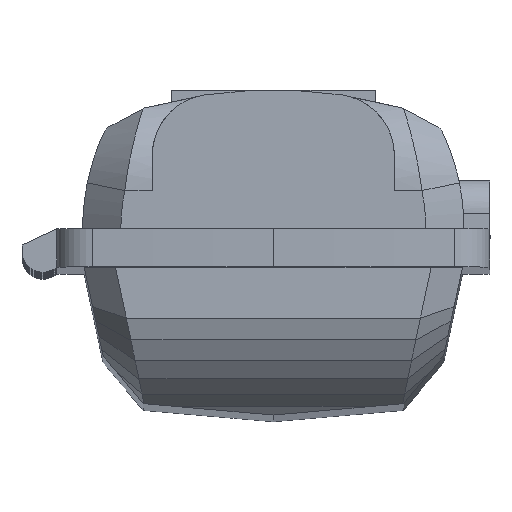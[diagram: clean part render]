
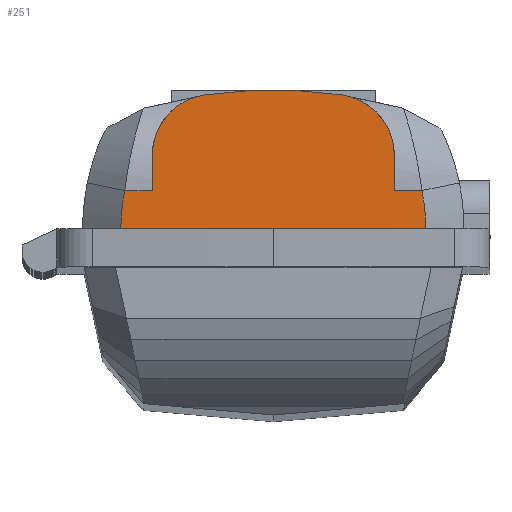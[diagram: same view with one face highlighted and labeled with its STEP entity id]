
A CAD part, top view. The second image highlights one B-rep face of the part: STEP entity #251.
In plain terms, the highlighted planar face has unit normal (0, 0, 1).
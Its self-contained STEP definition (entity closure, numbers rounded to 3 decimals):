
#140 = CARTESIAN_POINT ( 'NONE',  ( 58.276, 14.991, 794. ) ) ;
#144 = ORIENTED_EDGE ( 'NONE', *, *, #2788, .T. ) ;
#251 = ADVANCED_FACE ( 'NONE', ( #15580 ), #12919, .T. ) ;
#428 = DIRECTION ( 'NONE',  ( 0., 1., 0. ) ) ;
#503 = VERTEX_POINT ( 'NONE', #8962 ) ;
#731 = ORIENTED_EDGE ( 'NONE', *, *, #8442, .F. ) ;
#963 = CARTESIAN_POINT ( 'NONE',  ( -47.5, 35.638, 794. ) ) ;
#977 = VECTOR ( 'NONE', #12900, 1000. ) ;
#1041 = CARTESIAN_POINT ( 'NONE',  ( -61.984, 35.638, 794. ) ) ;
#1055 = VERTEX_POINT ( 'NONE', #3000 ) ;
#1153 = DIRECTION ( 'NONE',  ( 1., 0., 0. ) ) ;
#1156 = DIRECTION ( 'NONE',  ( -1., 0., 0. ) ) ;
#1307 = ORIENTED_EDGE ( 'NONE', *, *, #12849, .T. ) ;
#1390 = EDGE_LOOP ( 'NONE', ( #4650, #10737, #4334, #13968, #731, #144, #8797, #3237, #1307, #15535 ) ) ;
#1644 = CARTESIAN_POINT ( 'NONE',  ( 59.799, -0.009, 794. ) ) ;
#1745 = AXIS2_PLACEMENT_3D ( 'NONE', #14868, #7630, #428 ) ;
#1959 = DIRECTION ( 'NONE',  ( 0., 0., -1. ) ) ;
#2013 = LINE ( 'NONE', #9757, #13517 ) ;
#2148 = CARTESIAN_POINT ( 'NONE',  ( 0., -0.009, 794. ) ) ;
#2286 = VERTEX_POINT ( 'NONE', #1644 ) ;
#2380 = EDGE_CURVE ( 'NONE', #503, #1055, #13914, .T. ) ;
#2788 = EDGE_CURVE ( 'NONE', #2286, #12318, #15455, .T. ) ;
#2916 = LINE ( 'NONE', #963, #10336 ) ;
#3000 = CARTESIAN_POINT ( 'NONE',  ( -58.297, 14.991, 794. ) ) ;
#3192 = AXIS2_PLACEMENT_3D ( 'NONE', #9238, #1959, #10329 ) ;
#3237 = ORIENTED_EDGE ( 'NONE', *, *, #8685, .T. ) ;
#3562 = VECTOR ( 'NONE', #9383, 1000. ) ;
#3864 = EDGE_CURVE ( 'NONE', #12318, #8738, #8827, .T. ) ;
#4320 = EDGE_CURVE ( 'NONE', #5528, #14501, #11194, .T. ) ;
#4334 = ORIENTED_EDGE ( 'NONE', *, *, #4576, .T. ) ;
#4576 = EDGE_CURVE ( 'NONE', #9698, #1055, #10060, .T. ) ;
#4650 = ORIENTED_EDGE ( 'NONE', *, *, #4320, .T. ) ;
#4685 = CARTESIAN_POINT ( 'NONE',  ( -47.5, 14.991, 794. ) ) ;
#5143 = CARTESIAN_POINT ( 'NONE',  ( 26.988, 52.483, 794. ) ) ;
#5528 = VERTEX_POINT ( 'NONE', #9877 ) ;
#5641 = CARTESIAN_POINT ( 'NONE',  ( 47.5, 28.738, 794. ) ) ;
#5998 = DIRECTION ( 'NONE',  ( 0., 0., 1. ) ) ;
#6064 = CARTESIAN_POINT ( 'NONE',  ( -0.01, -131.293, 794. ) ) ;
#6143 = CIRCLE ( 'NONE', #6703, 24. ) ;
#6189 = CARTESIAN_POINT ( 'NONE',  ( 23.5, 28.738, 794. ) ) ;
#6703 = AXIS2_PLACEMENT_3D ( 'NONE', #6189, #9721, #12202 ) ;
#7630 = DIRECTION ( 'NONE',  ( 0., 0., 1. ) ) ;
#8388 = DIRECTION ( 'NONE',  ( 0., -1., 0. ) ) ;
#8442 = EDGE_CURVE ( 'NONE', #2286, #503, #13005, .T. ) ;
#8499 = CARTESIAN_POINT ( 'NONE',  ( -23.5, 28.741, 794. ) ) ;
#8647 = VECTOR ( 'NONE', #12044, 1000. ) ;
#8685 = EDGE_CURVE ( 'NONE', #8738, #8958, #2013, .T. ) ;
#8738 = VERTEX_POINT ( 'NONE', #10186 ) ;
#8797 = ORIENTED_EDGE ( 'NONE', *, *, #3864, .T. ) ;
#8827 = LINE ( 'NONE', #9554, #8647 ) ;
#8958 = VERTEX_POINT ( 'NONE', #5641 ) ;
#8962 = CARTESIAN_POINT ( 'NONE',  ( -59.82, -0.009, 794. ) ) ;
#9238 = CARTESIAN_POINT ( 'NONE',  ( 14.799, -0.009, 794. ) ) ;
#9383 = DIRECTION ( 'NONE',  ( -1., 0., 0. ) ) ;
#9397 = EDGE_CURVE ( 'NONE', #12373, #5528, #15176, .T. ) ;
#9554 = CARTESIAN_POINT ( 'NONE',  ( -61.984, 14.991, 794. ) ) ;
#9698 = VERTEX_POINT ( 'NONE', #4685 ) ;
#9721 = DIRECTION ( 'NONE',  ( 0., 0., 1. ) ) ;
#9757 = CARTESIAN_POINT ( 'NONE',  ( 47.5, 35.638, 794. ) ) ;
#9877 = CARTESIAN_POINT ( 'NONE',  ( -26.985, 52.486, 794. ) ) ;
#10060 = LINE ( 'NONE', #11535, #977 ) ;
#10186 = CARTESIAN_POINT ( 'NONE',  ( 47.5, 14.991, 794. ) ) ;
#10329 = DIRECTION ( 'NONE',  ( 0., 1., 0. ) ) ;
#10336 = VECTOR ( 'NONE', #8388, 1000. ) ;
#10374 = EDGE_CURVE ( 'NONE', #14501, #9698, #2916, .T. ) ;
#10737 = ORIENTED_EDGE ( 'NONE', *, *, #10374, .T. ) ;
#10928 = DIRECTION ( 'NONE',  ( 0., 1., 0. ) ) ;
#11194 = CIRCLE ( 'NONE', #12126, 24. ) ;
#11535 = CARTESIAN_POINT ( 'NONE',  ( -61.984, 14.991, 794. ) ) ;
#11560 = AXIS2_PLACEMENT_3D ( 'NONE', #1041, #14214, #1153 ) ;
#12044 = DIRECTION ( 'NONE',  ( -1., 0., 0. ) ) ;
#12126 = AXIS2_PLACEMENT_3D ( 'NONE', #8499, #5998, #14369 ) ;
#12202 = DIRECTION ( 'NONE',  ( 1., 0., 0. ) ) ;
#12318 = VERTEX_POINT ( 'NONE', #140 ) ;
#12373 = VERTEX_POINT ( 'NONE', #5143 ) ;
#12849 = EDGE_CURVE ( 'NONE', #8958, #12373, #6143, .T. ) ;
#12900 = DIRECTION ( 'NONE',  ( -1., 0., 0. ) ) ;
#12919 = PLANE ( 'NONE',  #11560 ) ;
#13005 = LINE ( 'NONE', #2148, #3562 ) ;
#13517 = VECTOR ( 'NONE', #10928, 1000. ) ;
#13593 = AXIS2_PLACEMENT_3D ( 'NONE', #6064, #15645, #1156 ) ;
#13914 = CIRCLE ( 'NONE', #3192, 74.619 ) ;
#13968 = ORIENTED_EDGE ( 'NONE', *, *, #2380, .F. ) ;
#14214 = DIRECTION ( 'NONE',  ( 0., 0., 1. ) ) ;
#14369 = DIRECTION ( 'NONE',  ( 1., 0., 0. ) ) ;
#14501 = VERTEX_POINT ( 'NONE', #15299 ) ;
#14868 = CARTESIAN_POINT ( 'NONE',  ( -14.82, -0.009, 794. ) ) ;
#15176 = CIRCLE ( 'NONE', #13593, 185.749 ) ;
#15299 = CARTESIAN_POINT ( 'NONE',  ( -47.5, 28.741, 794. ) ) ;
#15455 = CIRCLE ( 'NONE', #1745, 74.619 ) ;
#15535 = ORIENTED_EDGE ( 'NONE', *, *, #9397, .T. ) ;
#15580 = FACE_OUTER_BOUND ( 'NONE', #1390, .T. ) ;
#15645 = DIRECTION ( 'NONE',  ( 0., 0., 1. ) ) ;
